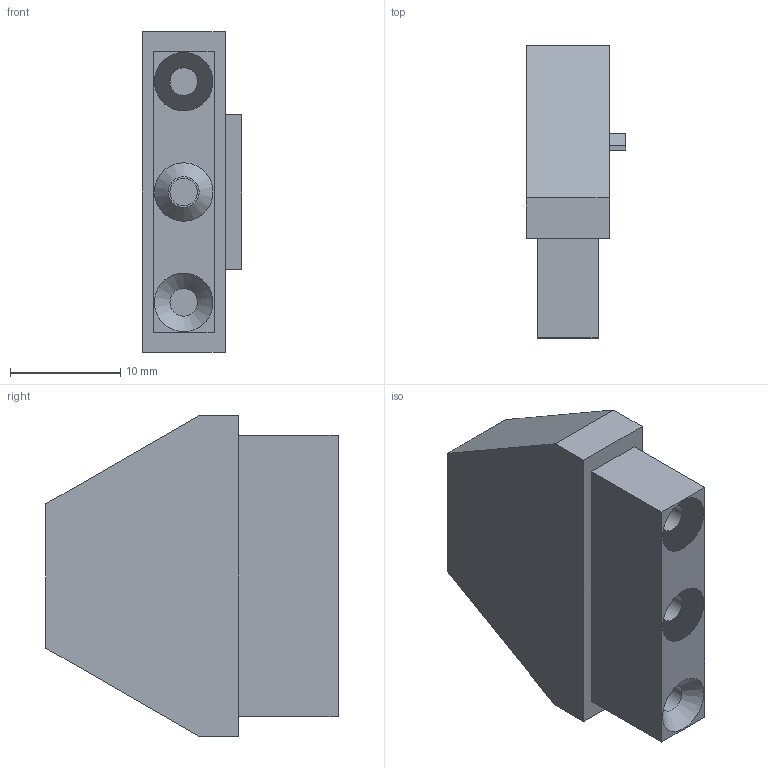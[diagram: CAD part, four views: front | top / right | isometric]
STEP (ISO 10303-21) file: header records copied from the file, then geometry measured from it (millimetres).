
FILE_DESCRIPTION(/* description */ ('','CAx-IF Rec.Pracs.---Representation and Presentation of Product Manufacturing Information (PMI)---4.0---2014-10-13'),/* implementation_level */ '2;1');
FILE_NAME(/* name */ '',/* time_stamp */ '2025-03-25T15:39:29+03:00',/* author */ (''),/* organization */ (''),/* preprocessor_version */ 'ST-DEVELOPER v20',/* originating_system */ 'Autodesk Translation Framework v13.20.0.188',/* authorisation */ '');
FILE_SCHEMA (('AP242_MANAGED_MODEL_BASED_3D_ENGINEERING_MIM_LF { 1 0 10303 442 1 1 4 }'));
Length unit declared in the file: millimetre
Products named in the file (1): Корпус задвижки
Bounding box: 9 x 26.45 x 29 mm (x, y, z)
Volume: 4043.7 mm3; surface area: 2242.4 mm2
Topology: 1 solids, 1 shells, 32 faces, 71 edges, 47 vertices
Faces by surface type: plane 24, cone 4, cylinder 4
Full cylindrical faces by diameter (mm): 2.5 x3, 2.8 x1
Entity records: 915 total; most frequent: DIRECTION 152, CARTESIAN_POINT 151, ORIENTED_EDGE 142, EDGE_CURVE 71, LINE 56, VECTOR 56, AXIS2_PLACEMENT_3D 48, VERTEX_POINT 47
